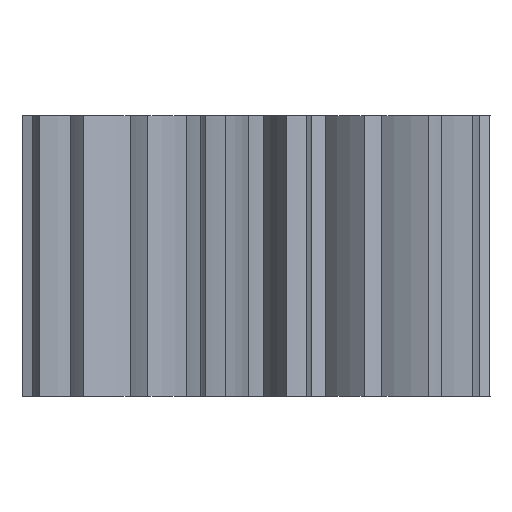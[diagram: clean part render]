
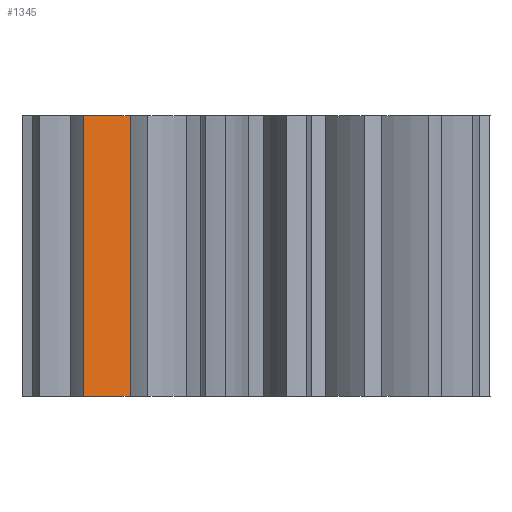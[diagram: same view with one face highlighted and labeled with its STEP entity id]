
A CAD part, left-side view. The second image highlights one B-rep face of the part: STEP entity #1345.
In plain terms, the highlighted cylindrical face has radius 8.299 mm (diameter 16.597 mm), a partial arc.
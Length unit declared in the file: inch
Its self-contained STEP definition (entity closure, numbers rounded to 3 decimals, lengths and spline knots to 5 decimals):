
#25=FACE_OUTER_BOUND('',#100,.T.);
#100=EDGE_LOOP('',(#852,#853,#854,#855));
#176=LINE('',#2207,#249);
#179=LINE('',#2221,#252);
#249=VECTOR('',#1692,0.3937);
#252=VECTOR('',#1707,0.3937);
#329=CIRCLE('',#1455,0.32672);
#330=CIRCLE('',#1456,0.32672);
#473=VERTEX_POINT('',#2203);
#475=VERTEX_POINT('',#2206);
#479=VERTEX_POINT('',#2218);
#480=VERTEX_POINT('',#2220);
#623=EDGE_CURVE('',#475,#473,#176,.T.);
#629=EDGE_CURVE('',#479,#473,#329,.T.);
#630=EDGE_CURVE('',#480,#479,#179,.T.);
#631=EDGE_CURVE('',#475,#480,#330,.T.);
#852=ORIENTED_EDGE('',*,*,#629,.F.);
#853=ORIENTED_EDGE('',*,*,#630,.F.);
#854=ORIENTED_EDGE('',*,*,#631,.F.);
#855=ORIENTED_EDGE('',*,*,#623,.T.);
#1272=CYLINDRICAL_SURFACE('',#1454,0.32672);
#1345=ADVANCED_FACE('',(#25),#1272,.T.);
#1454=AXIS2_PLACEMENT_3D('',#2217,#1703,#1704);
#1455=AXIS2_PLACEMENT_3D('',#2219,#1705,#1706);
#1456=AXIS2_PLACEMENT_3D('',#2222,#1708,#1709);
#1692=DIRECTION('',(0.,0.,1.));
#1703=DIRECTION('center_axis',(0.,0.,1.));
#1704=DIRECTION('ref_axis',(-0.822,-0.569,0.));
#1705=DIRECTION('center_axis',(0.,0.,1.));
#1706=DIRECTION('ref_axis',(-0.822,-0.569,0.));
#1707=DIRECTION('',(0.,0.,1.));
#1708=DIRECTION('center_axis',(0.,0.,-1.));
#1709=DIRECTION('ref_axis',(-0.822,-0.569,0.));
#2203=CARTESIAN_POINT('',(-0.23808,0.21816,0.5));
#2206=CARTESIAN_POINT('',(-0.23808,0.21816,0.));
#2207=CARTESIAN_POINT('',(-0.23808,0.21816,0.));
#2217=CARTESIAN_POINT('Origin',(0.03048,0.40422,0.));
#2218=CARTESIAN_POINT('',(-0.2815,0.3072,0.5));
#2219=CARTESIAN_POINT('Origin',(0.03048,0.40422,0.5));
#2220=CARTESIAN_POINT('',(-0.2815,0.3072,0.));
#2221=CARTESIAN_POINT('',(-0.2815,0.3072,0.));
#2222=CARTESIAN_POINT('Origin',(0.03048,0.40422,0.));
